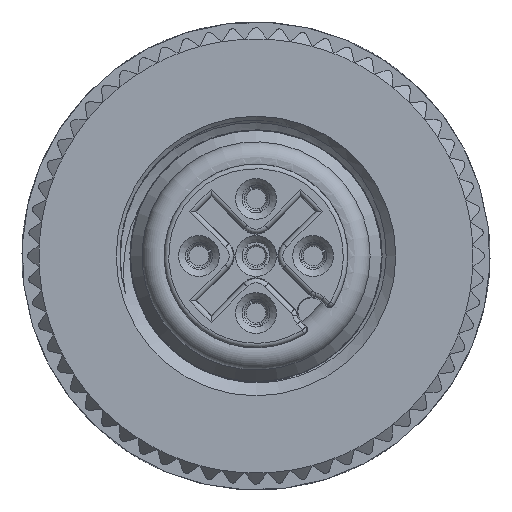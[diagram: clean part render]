
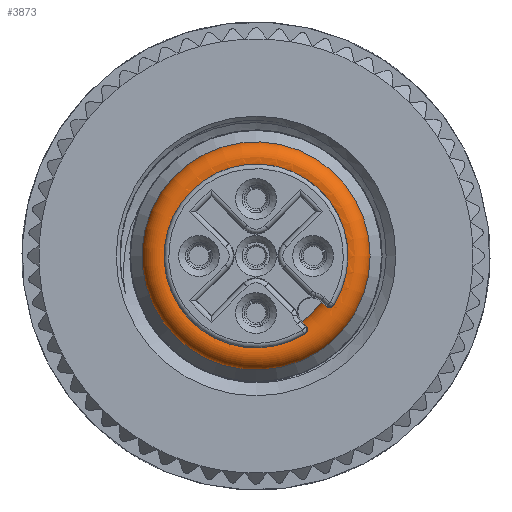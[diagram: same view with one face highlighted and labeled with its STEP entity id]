
A CAD part, front view. The second image highlights one B-rep face of the part: STEP entity #3873.
In plain terms, the highlighted toroidal (fillet/blend) face has major radius 4.25 mm and minor radius 0.75 mm.
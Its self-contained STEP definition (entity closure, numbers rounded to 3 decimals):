
#49=TOROIDAL_SURFACE('',#19630,4.25,0.75);
#2927=FACE_BOUND('',#6294,.T.);
#2928=FACE_BOUND('',#6295,.T.);
#3873=ADVANCED_FACE('',(#2927,#2928),#49,.T.);
#6294=EDGE_LOOP('',(#11658));
#6295=EDGE_LOOP('',(#11659,#11660,#11661,#11662,#11663,#11664,#11665,#11666));
#7041=CIRCLE('',#19624,4.025);
#7043=CIRCLE('',#19628,4.025);
#7044=CIRCLE('',#19629,3.543);
#11658=ORIENTED_EDGE('',*,*,#16728,.F.);
#11659=ORIENTED_EDGE('',*,*,#16733,.F.);
#11660=ORIENTED_EDGE('',*,*,#16732,.T.);
#11661=ORIENTED_EDGE('',*,*,#16734,.T.);
#11662=ORIENTED_EDGE('',*,*,#16735,.T.);
#11663=ORIENTED_EDGE('',*,*,#16736,.T.);
#11664=ORIENTED_EDGE('',*,*,#16737,.T.);
#11665=ORIENTED_EDGE('',*,*,#16738,.T.);
#11666=ORIENTED_EDGE('',*,*,#16739,.F.);
#14141=VERTEX_POINT('',#38510);
#14142=VERTEX_POINT('',#38516);
#14145=VERTEX_POINT('',#38521);
#14146=VERTEX_POINT('',#38535);
#14147=VERTEX_POINT('',#38540);
#14148=VERTEX_POINT('',#38547);
#14149=VERTEX_POINT('',#38549);
#14150=VERTEX_POINT('',#38556);
#14151=VERTEX_POINT('',#38561);
#16728=EDGE_CURVE('',#14141,#14141,#7041,.T.);
#16732=EDGE_CURVE('',#14142,#14145,#18065,.T.);
#16733=EDGE_CURVE('',#14142,#14146,#7043,.T.);
#16734=EDGE_CURVE('',#14145,#14147,#18066,.T.);
#16735=EDGE_CURVE('',#14147,#14148,#18067,.T.);
#16736=EDGE_CURVE('',#14148,#14149,#7044,.T.);
#16737=EDGE_CURVE('',#14149,#14150,#18068,.T.);
#16738=EDGE_CURVE('',#14150,#14151,#18069,.T.);
#16739=EDGE_CURVE('',#14146,#14151,#18070,.T.);
#18065=B_SPLINE_CURVE_WITH_KNOTS('',3,(#38522,#38523,#38524,#38525,#38526,
#38527,#38528,#38529,#38530,#38531,#38532),.UNSPECIFIED.,.F.,.F.,(4,1,1,
1,1,1,1,1,4),(0.,0.125,0.25,0.375,0.5,0.625,0.75,0.875,1.),
 .UNSPECIFIED.);
#18066=B_SPLINE_CURVE_WITH_KNOTS('',3,(#38536,#38537,#38538,#38539),
 .UNSPECIFIED.,.F.,.F.,(4,4),(0.,1.),.UNSPECIFIED.);
#18067=B_SPLINE_CURVE_WITH_KNOTS('',3,(#38541,#38542,#38543,#38544,#38545,
#38546),.UNSPECIFIED.,.F.,.F.,(4,1,1,4),(0.,0.333,0.667,
1.),.UNSPECIFIED.);
#18068=B_SPLINE_CURVE_WITH_KNOTS('',3,(#38550,#38551,#38552,#38553,#38554,
#38555),.UNSPECIFIED.,.F.,.F.,(4,1,1,4),(0.,0.333,0.667,
1.),.UNSPECIFIED.);
#18069=B_SPLINE_CURVE_WITH_KNOTS('',3,(#38557,#38558,#38559,#38560),
 .UNSPECIFIED.,.F.,.F.,(4,4),(0.,1.),.UNSPECIFIED.);
#18070=B_SPLINE_CURVE_WITH_KNOTS('',3,(#38562,#38563,#38564,#38565,#38566,
#38567,#38568,#38569,#38570,#38571,#38572),.UNSPECIFIED.,.F.,.F.,(4,1,1,
1,1,1,1,1,4),(0.,0.125,0.25,0.375,0.5,0.625,0.75,0.875,1.),
 .UNSPECIFIED.);
#19624=AXIS2_PLACEMENT_3D('',#38509,#23563,#23564);
#19628=AXIS2_PLACEMENT_3D('',#38534,#23572,#23573);
#19629=AXIS2_PLACEMENT_3D('',#38548,#23574,#23575);
#19630=AXIS2_PLACEMENT_3D('',#38573,#23576,#23577);
#23563=DIRECTION('',(0.,1.,0.));
#23564=DIRECTION('',(1.,0.,0.));
#23572=DIRECTION('',(0.,-1.,0.));
#23573=DIRECTION('',(0.843,0.,-0.537));
#23574=DIRECTION('',(0.,1.,0.));
#23575=DIRECTION('',(0.818,0.,-0.576));
#23576=DIRECTION('',(0.,1.,0.));
#23577=DIRECTION('',(-1.,0.,0.));
#38509=CARTESIAN_POINT('',(0.,-1.135,0.));
#38510=CARTESIAN_POINT('',(4.025,-1.135,0.));
#38516=CARTESIAN_POINT('',(3.395,-2.565,-2.162));
#38521=CARTESIAN_POINT('',(3.095,-2.451,-2.207));
#38522=CARTESIAN_POINT('',(3.395,-2.565,-2.162));
#38523=CARTESIAN_POINT('',(3.387,-2.565,-2.174));
#38524=CARTESIAN_POINT('',(3.369,-2.565,-2.196));
#38525=CARTESIAN_POINT('',(3.337,-2.56,-2.223));
#38526=CARTESIAN_POINT('',(3.299,-2.553,-2.243));
#38527=CARTESIAN_POINT('',(3.258,-2.543,-2.254));
#38528=CARTESIAN_POINT('',(3.215,-2.528,-2.256));
#38529=CARTESIAN_POINT('',(3.173,-2.508,-2.249));
#38530=CARTESIAN_POINT('',(3.132,-2.483,-2.234));
#38531=CARTESIAN_POINT('',(3.107,-2.462,-2.217));
#38532=CARTESIAN_POINT('',(3.095,-2.451,-2.207));
#38534=CARTESIAN_POINT('',(0.,-2.565,0.));
#38535=CARTESIAN_POINT('',(2.162,-2.565,-3.395));
#38536=CARTESIAN_POINT('',(3.095,-2.451,-2.207));
#38537=CARTESIAN_POINT('',(2.932,-2.29,-2.066));
#38538=CARTESIAN_POINT('',(2.865,-2.047,-2.01));
#38539=CARTESIAN_POINT('',(2.864,-1.85,-2.011));
#38540=CARTESIAN_POINT('',(2.864,-1.85,-2.011));
#38541=CARTESIAN_POINT('',(2.864,-1.85,-2.011));
#38542=CARTESIAN_POINT('',(2.864,-1.822,-2.011));
#38543=CARTESIAN_POINT('',(2.867,-1.765,-2.014));
#38544=CARTESIAN_POINT('',(2.877,-1.681,-2.023));
#38545=CARTESIAN_POINT('',(2.889,-1.627,-2.034));
#38546=CARTESIAN_POINT('',(2.896,-1.6,-2.04));
#38547=CARTESIAN_POINT('',(2.896,-1.6,-2.04));
#38548=CARTESIAN_POINT('',(0.,-1.6,0.));
#38549=CARTESIAN_POINT('',(2.04,-1.6,-2.896));
#38550=CARTESIAN_POINT('',(2.04,-1.6,-2.896));
#38551=CARTESIAN_POINT('',(2.034,-1.627,-2.889));
#38552=CARTESIAN_POINT('',(2.023,-1.681,-2.877));
#38553=CARTESIAN_POINT('',(2.014,-1.765,-2.867));
#38554=CARTESIAN_POINT('',(2.011,-1.822,-2.864));
#38555=CARTESIAN_POINT('',(2.011,-1.85,-2.864));
#38556=CARTESIAN_POINT('',(2.011,-1.85,-2.864));
#38557=CARTESIAN_POINT('',(2.011,-1.85,-2.864));
#38558=CARTESIAN_POINT('',(2.01,-2.047,-2.865));
#38559=CARTESIAN_POINT('',(2.066,-2.29,-2.932));
#38560=CARTESIAN_POINT('',(2.207,-2.451,-3.095));
#38561=CARTESIAN_POINT('',(2.207,-2.451,-3.095));
#38562=CARTESIAN_POINT('',(2.162,-2.565,-3.395));
#38563=CARTESIAN_POINT('',(2.174,-2.565,-3.387));
#38564=CARTESIAN_POINT('',(2.196,-2.565,-3.369));
#38565=CARTESIAN_POINT('',(2.223,-2.56,-3.337));
#38566=CARTESIAN_POINT('',(2.243,-2.553,-3.299));
#38567=CARTESIAN_POINT('',(2.254,-2.543,-3.258));
#38568=CARTESIAN_POINT('',(2.256,-2.528,-3.215));
#38569=CARTESIAN_POINT('',(2.249,-2.508,-3.173));
#38570=CARTESIAN_POINT('',(2.234,-2.483,-3.132));
#38571=CARTESIAN_POINT('',(2.217,-2.462,-3.107));
#38572=CARTESIAN_POINT('',(2.207,-2.451,-3.095));
#38573=CARTESIAN_POINT('',(0.,-1.85,0.));
